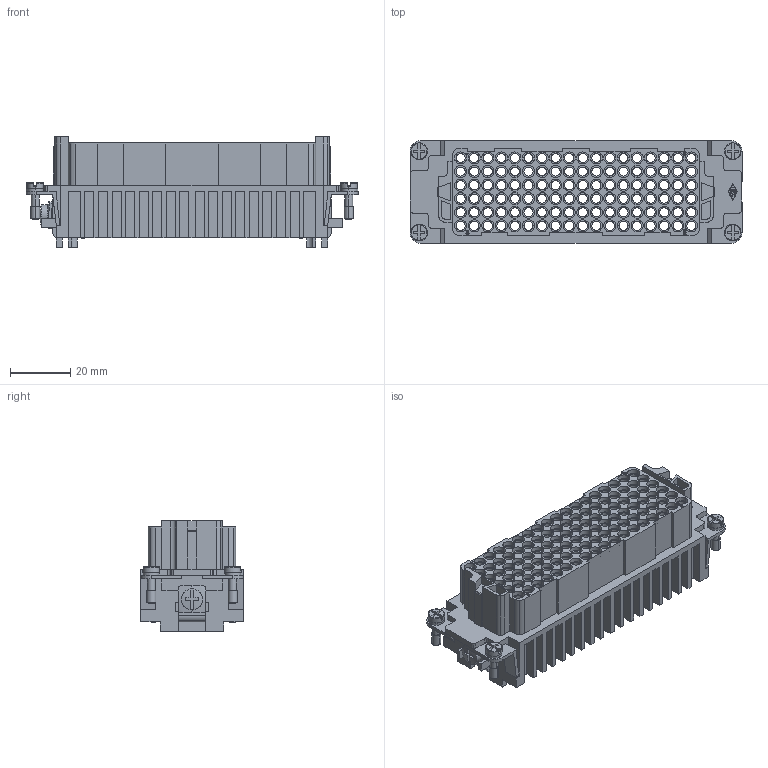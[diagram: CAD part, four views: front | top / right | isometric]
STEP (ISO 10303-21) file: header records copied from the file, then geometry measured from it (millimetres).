
FILE_DESCRIPTION((''),'2;1');
FILE_NAME('CDDF 108.stp','2006-12-14T14:30:00',('gembarski'),(''),'Autodesk Inventor 7','Autodesk Inventor 7','');
FILE_SCHEMA(('AUTOMOTIVE_DESIGN { 1 0 10303 214 1 1 1 1 }'));
Length unit declared in the file: millimetre
Products named in the file (1): CDDF 108
Bounding box: 110.1 x 34 x 36.5 mm (x, y, z)
Volume: 48661.6 mm3; surface area: 60626.6 mm2
Topology: 1 solids, 1 shells, 1740 faces, 4376 edges, 2873 vertices
Faces by surface type: cylinder 744, plane 640, bspline 340, torus 8, cone 4, sphere 4
Entity records: 54358 total; most frequent: CARTESIAN_POINT 11974, ORIENTED_EDGE 8760, DIRECTION 8567, EDGE_CURVE 4380, AXIS2_PLACEMENT_3D 3056, VERTEX_POINT 2873, VECTOR 2455, LINE 2455
